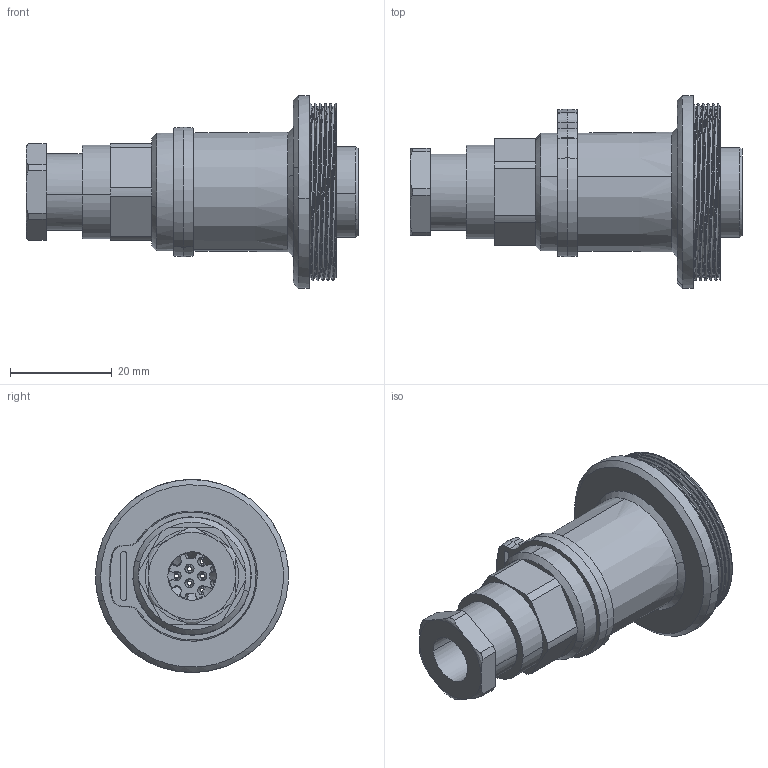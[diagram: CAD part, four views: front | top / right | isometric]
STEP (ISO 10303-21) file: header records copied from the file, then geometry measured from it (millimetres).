
FILE_DESCRIPTION(('STEP AP242'),'1');
FILE_NAME('px0821-s.stp','2024-05-07T23:03:58',('TraceParts'),('TraceParts S.A.'),'Spatial InterOp 3D',' ',' ');
FILE_SCHEMA(('AP242_MANAGED_MODEL_BASED_3D_ENGINEERING_MIM_LF {1 0 10303 442 1 1 4}'));
Length unit declared in the file: millimetre
Products named in the file (1): px0821-s_1
Bounding box: 65.33 x 37.95 x 37.96 mm (x, y, z)
Volume: 16062.4 mm3; surface area: 19299.3 mm2
Topology: 3 solids, 3 shells, 1524 faces, 4525 edges, 3063 vertices
Faces by surface type: plane 798, cone 406, cylinder 285, bspline 35
Entity records: 96581 total; most frequent: CARTESIAN_POINT 40562, ORIENTED_EDGE 9050, DIRECTION 8414, EDGE_CURVE 4525, VERTEX_POINT 3063, AXIS2_PLACEMENT_3D 3008, PRESENTATION_STYLE_ASSIGNMENT 2455, COLOUR_RGB 2455
